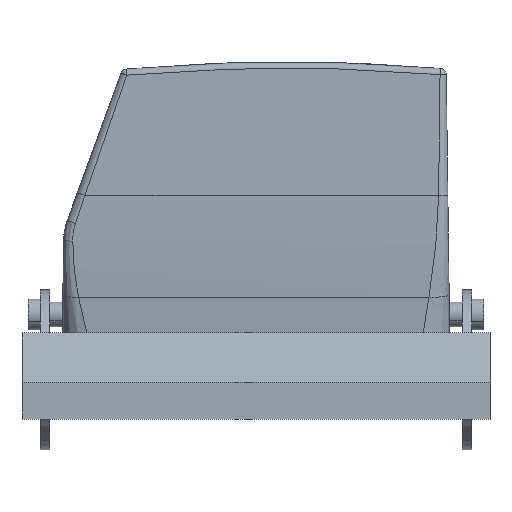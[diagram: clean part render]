
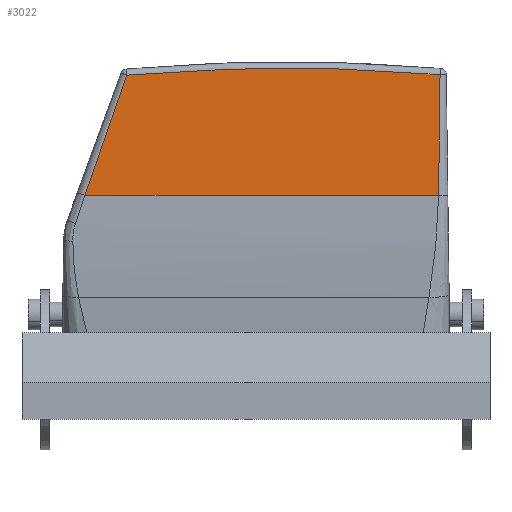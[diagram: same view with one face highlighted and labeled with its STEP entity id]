
A CAD part, left-side view. The second image highlights one B-rep face of the part: STEP entity #3022.
In plain terms, the highlighted planar face has unit normal (-1, 0, 0).
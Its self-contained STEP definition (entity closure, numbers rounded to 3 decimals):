
#2990=AXIS2_PLACEMENT_3D('Plane Axis2P3D',#2987,#2988,#2989) ;
#3013=AXIS2_PLACEMENT_3D('Circle Axis2P3D',#3011,#3012,$) ;
#2120=CARTESIAN_POINT('Vertex',(18.25,8.344,41.347)) ;
#2146=CARTESIAN_POINT('Line Origine',(18.25,37.421,41.347)) ;
#2150=CARTESIAN_POINT('Vertex',(18.25,65.794,41.347)) ;
#2676=CARTESIAN_POINT('Vertex',(18.25,8.113,60.962)) ;
#2680=CARTESIAN_POINT('Control Point',(18.25,8.113,60.962)) ;
#2681=CARTESIAN_POINT('Control Point',(18.25,8.112,60.395)) ;
#2682=CARTESIAN_POINT('Control Point',(18.25,8.112,59.829)) ;
#2683=CARTESIAN_POINT('Control Point',(18.25,8.113,59.269)) ;
#2684=CARTESIAN_POINT('Control Point',(18.25,8.118,56.546)) ;
#2685=CARTESIAN_POINT('Control Point',(18.25,8.136,53.824)) ;
#2686=CARTESIAN_POINT('Control Point',(18.25,8.159,51.653)) ;
#2687=CARTESIAN_POINT('Control Point',(18.25,8.201,48.29)) ;
#2688=CARTESIAN_POINT('Control Point',(18.25,8.26,44.926)) ;
#2689=CARTESIAN_POINT('Control Point',(18.25,8.284,43.733)) ;
#2690=CARTESIAN_POINT('Control Point',(18.25,8.311,42.54)) ;
#2691=CARTESIAN_POINT('Control Point',(18.25,8.344,41.347)) ;
#2987=CARTESIAN_POINT('Axis2P3D Location',(18.25,-3.837,-16.303)) ;
#2993=CARTESIAN_POINT('Control Point',(18.25,59.,60.867)) ;
#2994=CARTESIAN_POINT('Control Point',(18.25,59.14,60.475)) ;
#2995=CARTESIAN_POINT('Control Point',(18.25,59.28,60.082)) ;
#2996=CARTESIAN_POINT('Control Point',(18.25,59.42,59.691)) ;
#2997=CARTESIAN_POINT('Control Point',(18.25,59.699,58.908)) ;
#2998=CARTESIAN_POINT('Control Point',(18.25,59.977,58.127)) ;
#2999=CARTESIAN_POINT('Control Point',(18.25,60.115,57.737)) ;
#3000=CARTESIAN_POINT('Control Point',(18.25,60.805,55.789)) ;
#3001=CARTESIAN_POINT('Control Point',(18.25,61.491,53.839)) ;
#3002=CARTESIAN_POINT('Control Point',(18.25,62.033,52.286)) ;
#3003=CARTESIAN_POINT('Control Point',(18.25,63.118,49.164)) ;
#3004=CARTESIAN_POINT('Control Point',(18.25,64.193,46.038)) ;
#3005=CARTESIAN_POINT('Control Point',(18.25,64.729,44.475)) ;
#3006=CARTESIAN_POINT('Control Point',(18.25,65.263,42.911)) ;
#3007=CARTESIAN_POINT('Control Point',(18.25,65.794,41.347)) ;
#3008=CARTESIAN_POINT('Vertex',(18.25,59.,60.867)) ;
#3011=CARTESIAN_POINT('Axis2P3D Location',(18.25,33.,-237.)) ;
#2147=DIRECTION('Vector Direction',(0.,-1.,0.)) ;
#2988=DIRECTION('Axis2P3D Direction',(-1.,0.,0.)) ;
#2989=DIRECTION('Axis2P3D XDirection',(0.,-0.17,0.985)) ;
#3012=DIRECTION('Axis2P3D Direction',(-1.,0.,0.)) ;
#2148=VECTOR('Line Direction',#2147,1.) ;
#3017=ORIENTED_EDGE('',*,*,#3010,.F.) ;
#3018=ORIENTED_EDGE('',*,*,#2152,.T.) ;
#3019=ORIENTED_EDGE('',*,*,#2692,.T.) ;
#3020=ORIENTED_EDGE('',*,*,#3015,.T.) ;
#3022=ADVANCED_FACE('Hood',(#3021),#2991,.T.) ;
#2679=B_SPLINE_CURVE_WITH_KNOTS('',5,(#2680,#2681,#2682,#2683,#2684,#2685,#2686,#2687,#2688,#2689,#2690,#2691),.UNSPECIFIED.,.F.,.U.,(6,3,3,6),(17.72,20.486,31.357,37.334),.UNSPECIFIED.) ;
#2992=B_SPLINE_CURVE_WITH_KNOTS('',5,(#2993,#2994,#2995,#2996,#2997,#2998,#2999,#3000,#3001,#3002,#3003,#3004,#3005,#3006,#3007),.UNSPECIFIED.,.F.,.U.,(6,3,3,3,6),(0.,2.929,5.858,17.555,29.242),.UNSPECIFIED.) ;
#3014=CIRCLE('generated circle',#3013,299.) ;
#2152=EDGE_CURVE('',#2151,#2121,#2149,.T.) ;
#2692=EDGE_CURVE('',#2121,#2677,#2679,.F.) ;
#3010=EDGE_CURVE('',#2151,#3009,#2992,.F.) ;
#3015=EDGE_CURVE('',#2677,#3009,#3014,.T.) ;
#3016=EDGE_LOOP('',(#3017,#3018,#3019,#3020)) ;
#3021=FACE_OUTER_BOUND('',#3016,.T.) ;
#2149=LINE('Line',#2146,#2148) ;
#2991=PLANE('',#2990) ;
#2121=VERTEX_POINT('',#2120) ;
#2151=VERTEX_POINT('',#2150) ;
#2677=VERTEX_POINT('',#2676) ;
#3009=VERTEX_POINT('',#3008) ;
